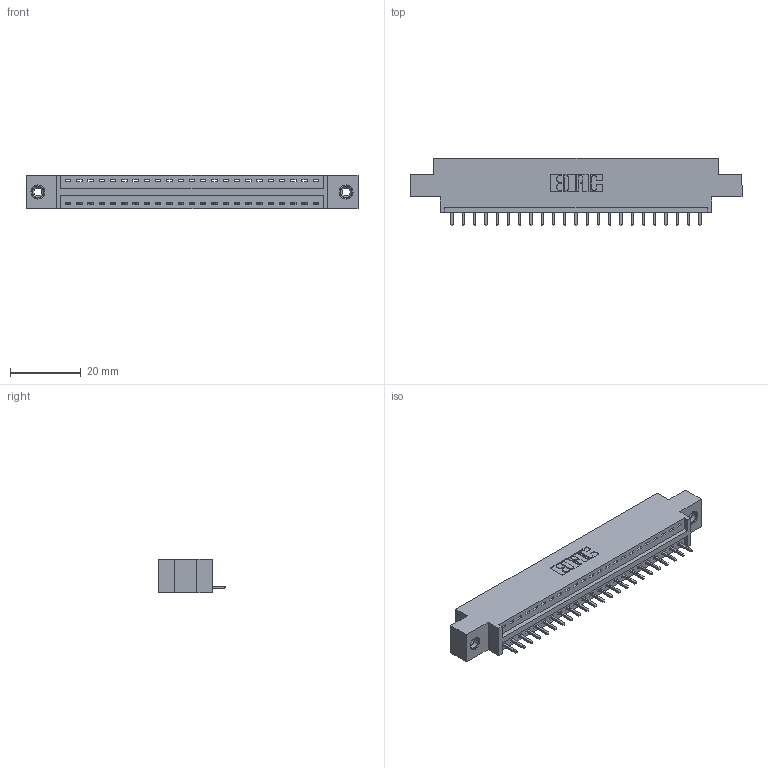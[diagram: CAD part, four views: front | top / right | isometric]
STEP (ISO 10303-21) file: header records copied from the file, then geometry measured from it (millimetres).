
FILE_DESCRIPTION (( 'STEP AP203' ), '1' );
FILE_NAME ('396-023-521-608.STEP', '2018-09-01T11:31:37', ( '' ), ( '' ), 'SwSTEP 2.0', 'SolidWorks 2016', '' );
FILE_SCHEMA (( 'CONFIG_CONTROL_DESIGN' ));
Length unit declared in the file: inch
Products named in the file (4): 346 Part_0.170 Offset - 0.156 Dia-TI; 345-292-001_345-293-121; 345-250-001_345-250-003-102; 396-023-521-608
Assembly tree (26 placements, depth 2):
  396-023-521-608
    346 Part_0.170 Offset - 0.156 Dia-TI
    345-292-001_345-293-121  x23
    345-250-001_345-250-003-102  x2
Bounding box: 93.6 x 19.05 x 9.4 mm (x, y, z)
Volume: 8602 mm3; surface area: 10468.2 mm2
Topology: 26 solids, 26 shells, 1520 faces, 4525 edges, 2978 vertices
Faces by surface type: plane 1032, cylinder 472, cone 12, torus 4
Entity records: 18168 total; most frequent: CARTESIAN_POINT 3104, ORIENTED_EDGE 3054, DIRECTION 2787, EDGE_CURVE 1527, LINE 1283, VECTOR 1283, VERTEX_POINT 1012, AXIS2_PLACEMENT_3D 752
